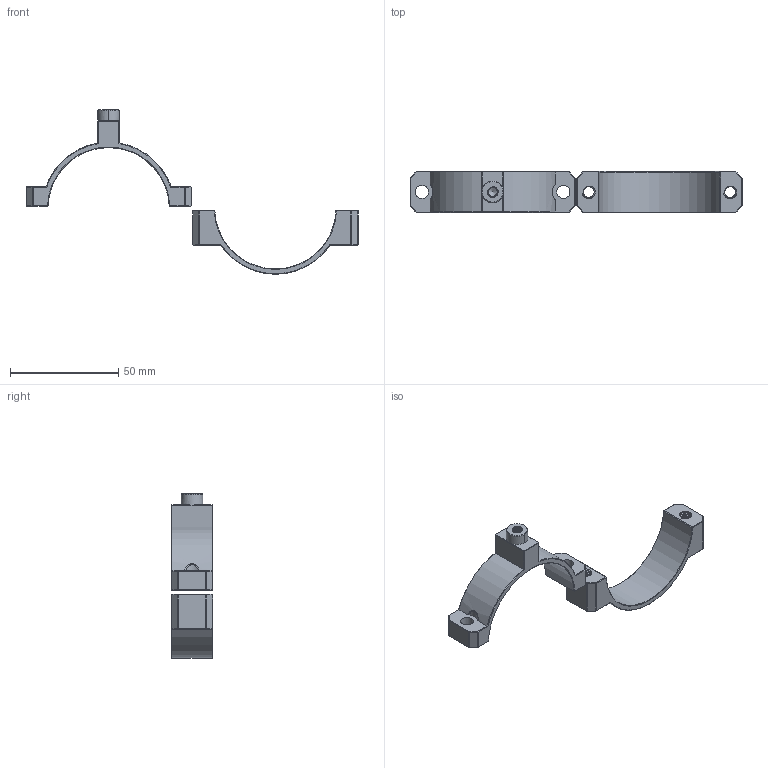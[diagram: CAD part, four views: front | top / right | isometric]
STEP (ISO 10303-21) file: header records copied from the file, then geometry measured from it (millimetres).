
FILE_DESCRIPTION(/* description */ (''),/* implementation_level */ '2;1');
FILE_NAME(/* name */ 'Upper fork potentiometer brackets.step',/* time_stamp */ '2020-09-16T20:41:59-07:00',/* author */ (''),/* organization */ (''),/* preprocessor_version */ 'ST-DEVELOPER v18.1',/* originating_system */ 'Autodesk Translation Framework v9.3.0.1241',/* authorisation */ '');
FILE_SCHEMA (('AUTOMOTIVE_DESIGN { 1 0 10303 214 3 1 1 }'));
Length unit declared in the file: millimetre
Products named in the file (1): Upper fork potentiometer brackets
Bounding box: 153.31 x 19 x 76 mm (x, y, z)
Volume: 17303 mm3; surface area: 11996.8 mm2
Topology: 2 solids, 2 shells, 286 faces, 693 edges, 411 vertices
Faces by surface type: plane 144, cylinder 121, cone 13, bspline 8
Full cylindrical faces by diameter (mm): 4.234 x11, 5.035 x18, 5.12 x2, 6.05 x2, 6.147 x8
Entity records: 14879 total; most frequent: CARTESIAN_POINT 8739, ORIENTED_EDGE 1384, DIRECTION 1049, EDGE_CURVE 692, VERTEX_POINT 411, LINE 387, VECTOR 387, AXIS2_PLACEMENT_3D 331
